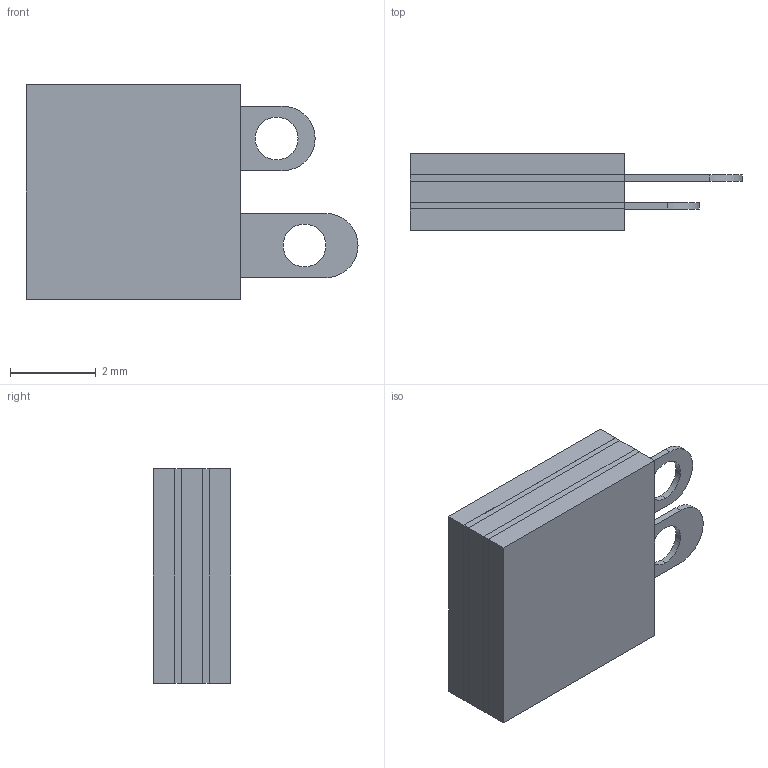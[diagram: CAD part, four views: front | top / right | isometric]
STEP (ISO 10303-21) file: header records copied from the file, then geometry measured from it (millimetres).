
FILE_DESCRIPTION (( 'STEP AP214' ), '1' );
FILE_NAME ('CTN018191-E0W.STEP', '2021-12-20T03:46:21', ( '' ), ( '' ), 'SwSTEP 2.0', 'SolidWorks 2018', '' );
FILE_SCHEMA (( 'AUTOMOTIVE_DESIGN' ));
Length unit declared in the file: millimetre
Products named in the file (1): CTN018191-E0W
Bounding box: 7.75 x 1.8 x 5 mm (x, y, z)
Volume: 45.7 mm3; surface area: 297.5 mm2
Topology: 5 solids, 5 shells, 42 faces, 96 edges, 64 vertices
Faces by surface type: plane 36, cylinder 6
Entity records: 1316 total; most frequent: CARTESIAN_POINT 203, DIRECTION 194, ORIENTED_EDGE 192, EDGE_CURVE 96, VECTOR 84, LINE 84, VERTEX_POINT 64, AXIS2_PLACEMENT_3D 55
